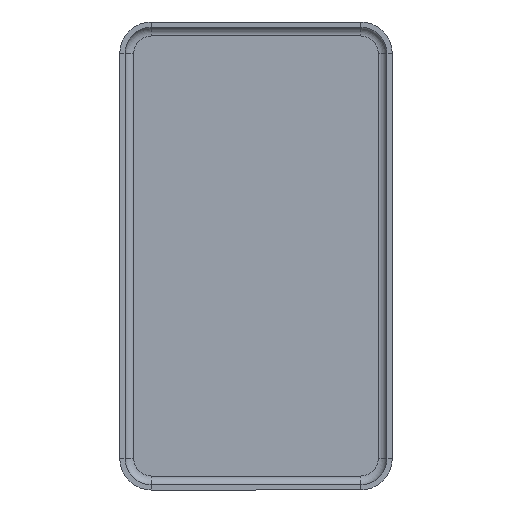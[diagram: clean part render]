
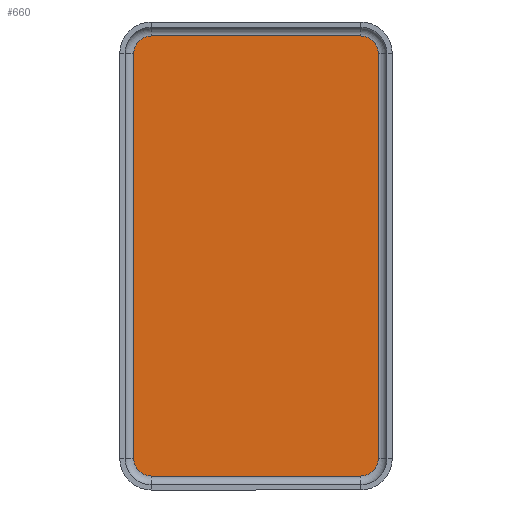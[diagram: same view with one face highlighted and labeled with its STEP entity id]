
A CAD part, front view. The second image highlights one B-rep face of the part: STEP entity #660.
In plain terms, the highlighted planar face has unit normal (0, -1, 0).
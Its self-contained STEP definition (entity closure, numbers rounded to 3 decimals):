
#9 = ORIENTED_EDGE ( 'NONE', *, *, #1090, .T. ) ;
#32 = EDGE_CURVE ( 'NONE', #1013, #424, #273, .T. ) ;
#44 = AXIS2_PLACEMENT_3D ( 'NONE', #312, #401, #1037 ) ;
#47 = AXIS2_PLACEMENT_3D ( 'NONE', #156, #336, #1150 ) ;
#55 = ORIENTED_EDGE ( 'NONE', *, *, #867, .T. ) ;
#59 = VECTOR ( 'NONE', #646, 1000. ) ;
#69 = LINE ( 'NONE', #1093, #330 ) ;
#95 = AXIS2_PLACEMENT_3D ( 'NONE', #1113, #556, #393 ) ;
#122 = PLANE ( 'NONE',  #494 ) ;
#130 = ORIENTED_EDGE ( 'NONE', *, *, #534, .T. ) ;
#131 = FACE_OUTER_BOUND ( 'NONE', #1122, .T. ) ;
#139 = CIRCLE ( 'NONE', #95, 1. ) ;
#156 = CARTESIAN_POINT ( 'NONE',  ( -6., -0.3, -11.6 ) ) ;
#163 = DIRECTION ( 'NONE',  ( 1., 0., 0. ) ) ;
#188 = CARTESIAN_POINT ( 'NONE',  ( 7., -0.3, 11.6 ) ) ;
#205 = VERTEX_POINT ( 'NONE', #633 ) ;
#207 = VERTEX_POINT ( 'NONE', #1008 ) ;
#211 = DIRECTION ( 'NONE',  ( 0., 0., 1. ) ) ;
#236 = VERTEX_POINT ( 'NONE', #552 ) ;
#273 = LINE ( 'NONE', #385, #522 ) ;
#281 = DIRECTION ( 'NONE',  ( -1., 0., 0. ) ) ;
#297 = ORIENTED_EDGE ( 'NONE', *, *, #688, .T. ) ;
#306 = CARTESIAN_POINT ( 'NONE',  ( 6., -0.3, -11.6 ) ) ;
#312 = CARTESIAN_POINT ( 'NONE',  ( 6., -0.3, 11.6 ) ) ;
#328 = DIRECTION ( 'NONE',  ( 0., 0., -1. ) ) ;
#330 = VECTOR ( 'NONE', #281, 1000. ) ;
#336 = DIRECTION ( 'NONE',  ( 0., -1., 0. ) ) ;
#385 = CARTESIAN_POINT ( 'NONE',  ( 7., -0.3, -11.6 ) ) ;
#393 = DIRECTION ( 'NONE',  ( 0., 0., -1. ) ) ;
#401 = DIRECTION ( 'NONE',  ( 0., -1., 0. ) ) ;
#424 = VERTEX_POINT ( 'NONE', #188 ) ;
#439 = VERTEX_POINT ( 'NONE', #611 ) ;
#452 = CIRCLE ( 'NONE', #570, 1. ) ;
#462 = ORIENTED_EDGE ( 'NONE', *, *, #936, .T. ) ;
#472 = VECTOR ( 'NONE', #163, 1000. ) ;
#494 = AXIS2_PLACEMENT_3D ( 'NONE', #306, #756, #939 ) ;
#518 = LINE ( 'NONE', #642, #59 ) ;
#522 = VECTOR ( 'NONE', #211, 1000. ) ;
#534 = EDGE_CURVE ( 'NONE', #236, #1013, #139, .T. ) ;
#552 = CARTESIAN_POINT ( 'NONE',  ( 6., -0.3, -12.6 ) ) ;
#556 = DIRECTION ( 'NONE',  ( 0., -1., 0. ) ) ;
#567 = ORIENTED_EDGE ( 'NONE', *, *, #32, .T. ) ;
#570 = AXIS2_PLACEMENT_3D ( 'NONE', #972, #585, #328 ) ;
#585 = DIRECTION ( 'NONE',  ( 0., -1., 0. ) ) ;
#590 = VERTEX_POINT ( 'NONE', #751 ) ;
#611 = CARTESIAN_POINT ( 'NONE',  ( -6., -0.3, 12.6 ) ) ;
#612 = ORIENTED_EDGE ( 'NONE', *, *, #759, .T. ) ;
#613 = ORIENTED_EDGE ( 'NONE', *, *, #1170, .T. ) ;
#625 = CIRCLE ( 'NONE', #47, 1. ) ;
#633 = CARTESIAN_POINT ( 'NONE',  ( 6., -0.3, 12.6 ) ) ;
#642 = CARTESIAN_POINT ( 'NONE',  ( -7., -0.3, 11.6 ) ) ;
#646 = DIRECTION ( 'NONE',  ( 0., 0., -1. ) ) ;
#660 = ADVANCED_FACE ( 'NONE', ( #131 ), #122, .T. ) ;
#688 = EDGE_CURVE ( 'NONE', #424, #205, #918, .T. ) ;
#743 = CARTESIAN_POINT ( 'NONE',  ( -6., -0.3, -12.6 ) ) ;
#751 = CARTESIAN_POINT ( 'NONE',  ( -7., -0.3, 11.6 ) ) ;
#756 = DIRECTION ( 'NONE',  ( 0., -1., 0. ) ) ;
#759 = EDGE_CURVE ( 'NONE', #205, #439, #69, .T. ) ;
#784 = CARTESIAN_POINT ( 'NONE',  ( -6., -0.3, -12.6 ) ) ;
#867 = EDGE_CURVE ( 'NONE', #590, #207, #518, .T. ) ;
#869 = VERTEX_POINT ( 'NONE', #743 ) ;
#896 = LINE ( 'NONE', #784, #472 ) ;
#918 = CIRCLE ( 'NONE', #44, 1. ) ;
#936 = EDGE_CURVE ( 'NONE', #439, #590, #452, .T. ) ;
#939 = DIRECTION ( 'NONE',  ( 0., 0., -1. ) ) ;
#972 = CARTESIAN_POINT ( 'NONE',  ( -6., -0.3, 11.6 ) ) ;
#1008 = CARTESIAN_POINT ( 'NONE',  ( -7., -0.3, -11.6 ) ) ;
#1013 = VERTEX_POINT ( 'NONE', #1176 ) ;
#1037 = DIRECTION ( 'NONE',  ( 0., 0., -1. ) ) ;
#1090 = EDGE_CURVE ( 'NONE', #207, #869, #625, .T. ) ;
#1093 = CARTESIAN_POINT ( 'NONE',  ( 6., -0.3, 12.6 ) ) ;
#1113 = CARTESIAN_POINT ( 'NONE',  ( 6., -0.3, -11.6 ) ) ;
#1122 = EDGE_LOOP ( 'NONE', ( #567, #297, #612, #462, #55, #9, #613, #130 ) ) ;
#1150 = DIRECTION ( 'NONE',  ( 0., 0., -1. ) ) ;
#1170 = EDGE_CURVE ( 'NONE', #869, #236, #896, .T. ) ;
#1176 = CARTESIAN_POINT ( 'NONE',  ( 7., -0.3, -11.6 ) ) ;
